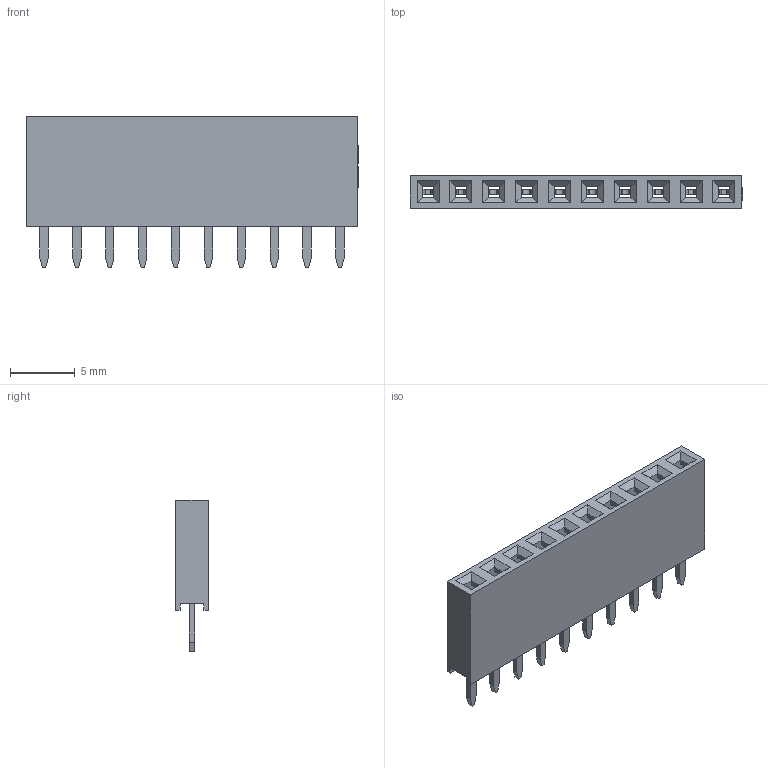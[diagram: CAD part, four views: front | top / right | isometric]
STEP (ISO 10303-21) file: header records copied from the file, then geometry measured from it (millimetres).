
FILE_DESCRIPTION (( 'STEP AP214' ), '1' );
FILE_NAME ('HDR-TH_10P-P2.54-F-LI-1X10P.STEP', '2024-10-17T01:57:10', ( '' ), ( '' ), 'SwSTEP 2.0', 'SolidWorks 2021', '' );
FILE_SCHEMA (( 'AUTOMOTIVE_DESIGN' ));
Length unit declared in the file: millimetre
Products named in the file (1): HDR-TH_10P-P2.54-F-LI-1X10P
Bounding box: 25.65 x 2.54 x 11.7 mm (x, y, z)
Volume: 437.8 mm3; surface area: 1378.9 mm2
Topology: 11 solids, 11 shells, 724 faces, 2009 edges, 1326 vertices
Faces by surface type: plane 446, cylinder 180, bspline 98
Entity records: 31693 total; most frequent: CARTESIAN_POINT 5366, ORIENTED_EDGE 4018, DIRECTION 3423, EDGE_CURVE 2009, VECTOR 1449, LINE 1449, VERTEX_POINT 1326, AXIS2_PLACEMENT_3D 987
